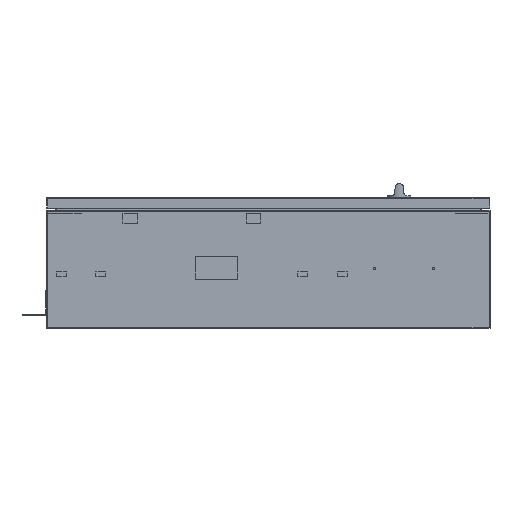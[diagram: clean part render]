
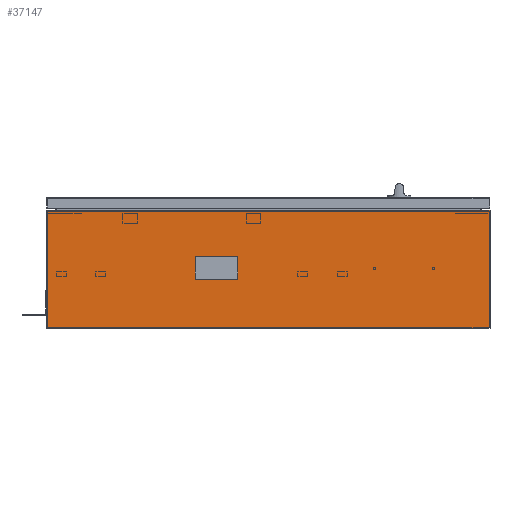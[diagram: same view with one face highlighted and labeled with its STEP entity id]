
A CAD part, left-side view. The second image highlights one B-rep face of the part: STEP entity #37147.
In plain terms, the highlighted planar face has unit normal (-1, 0, 0).
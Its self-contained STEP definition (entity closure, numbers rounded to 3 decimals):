
#369 = VECTOR ( 'NONE', #29709, 1000. ) ;
#959 = EDGE_CURVE ( 'NONE', #39704, #26745, #16337, .T. ) ;
#1307 = ORIENTED_EDGE ( 'NONE', *, *, #35424, .F. ) ;
#2246 = PLANE ( 'NONE',  #43161 ) ;
#2393 = LINE ( 'NONE', #9735, #9059 ) ;
#5358 = CARTESIAN_POINT ( 'NONE',  ( 131.605, -157.346, 915.342 ) ) ;
#6425 = VERTEX_POINT ( 'NONE', #10228 ) ;
#6486 = DIRECTION ( 'NONE',  ( 0., -1., 0. ) ) ;
#7222 = VERTEX_POINT ( 'NONE', #43261 ) ;
#7633 = LINE ( 'NONE', #9801, #35241 ) ;
#8704 = VERTEX_POINT ( 'NONE', #37754 ) ;
#8920 = DIRECTION ( 'NONE',  ( 0., 0., -1. ) ) ;
#9059 = VECTOR ( 'NONE', #30373, 1000. ) ;
#9735 = CARTESIAN_POINT ( 'NONE',  ( 131.605, 440.654, 775.342 ) ) ;
#9801 = CARTESIAN_POINT ( 'NONE',  ( 131.605, 354.654, 821.342 ) ) ;
#9818 = LINE ( 'NONE', #29415, #369 ) ;
#10228 = CARTESIAN_POINT ( 'NONE',  ( 131.605, 354.654, 775.342 ) ) ;
#10269 = ORIENTED_EDGE ( 'NONE', *, *, #43135, .F. ) ;
#10441 = VERTEX_POINT ( 'NONE', #27837 ) ;
#11067 = CARTESIAN_POINT ( 'NONE',  ( 131.605, 742.654, 915.342 ) ) ;
#12312 = DIRECTION ( 'NONE',  ( 1., 0., 0. ) ) ;
#13628 = EDGE_LOOP ( 'NONE', ( #18544, #16806, #10269, #23393 ) ) ;
#14138 = VERTEX_POINT ( 'NONE', #24584 ) ;
#14553 = ORIENTED_EDGE ( 'NONE', *, *, #24287, .F. ) ;
#14938 = VERTEX_POINT ( 'NONE', #20012 ) ;
#15964 = LINE ( 'NONE', #30256, #24234 ) ;
#16337 = LINE ( 'NONE', #37945, #40082 ) ;
#16806 = ORIENTED_EDGE ( 'NONE', *, *, #18360, .T. ) ;
#18360 = EDGE_CURVE ( 'NONE', #10441, #14138, #9818, .T. ) ;
#18544 = ORIENTED_EDGE ( 'NONE', *, *, #37785, .T. ) ;
#19216 = VECTOR ( 'NONE', #26072, 1000. ) ;
#20012 = CARTESIAN_POINT ( 'NONE',  ( 131.605, 440.654, 775.342 ) ) ;
#20037 = CARTESIAN_POINT ( 'NONE',  ( 131.605, -157.346, 915.342 ) ) ;
#20244 = DIRECTION ( 'NONE',  ( 0., 0., 1. ) ) ;
#20254 = EDGE_LOOP ( 'NONE', ( #1307, #25262, #14553, #31558 ) ) ;
#20550 = CARTESIAN_POINT ( 'NONE',  ( 131.605, 354.654, 775.342 ) ) ;
#20847 = DIRECTION ( 'NONE',  ( 0., 1., 0. ) ) ;
#23393 = ORIENTED_EDGE ( 'NONE', *, *, #959, .F. ) ;
#24197 = CARTESIAN_POINT ( 'NONE',  ( 131.605, -157.346, 915.342 ) ) ;
#24234 = VECTOR ( 'NONE', #40635, 1000. ) ;
#24287 = EDGE_CURVE ( 'NONE', #6425, #8704, #35800, .T. ) ;
#24349 = EDGE_CURVE ( 'NONE', #8704, #7222, #7633, .T. ) ;
#24584 = CARTESIAN_POINT ( 'NONE',  ( 131.605, -157.346, 675.342 ) ) ;
#25262 = ORIENTED_EDGE ( 'NONE', *, *, #24349, .F. ) ;
#26072 = DIRECTION ( 'NONE',  ( 0., -1., 0. ) ) ;
#26444 = VECTOR ( 'NONE', #20244, 1000. ) ;
#26745 = VERTEX_POINT ( 'NONE', #24197 ) ;
#27067 = FACE_OUTER_BOUND ( 'NONE', #13628, .T. ) ;
#27837 = CARTESIAN_POINT ( 'NONE',  ( 131.605, 742.654, 675.342 ) ) ;
#29415 = CARTESIAN_POINT ( 'NONE',  ( 131.605, -157.346, 675.342 ) ) ;
#29706 = LINE ( 'NONE', #44918, #19216 ) ;
#29709 = DIRECTION ( 'NONE',  ( 0., -1., 0. ) ) ;
#30256 = CARTESIAN_POINT ( 'NONE',  ( 131.605, 742.654, 915.342 ) ) ;
#30373 = DIRECTION ( 'NONE',  ( 0., 0., -1. ) ) ;
#30525 = DIRECTION ( 'NONE',  ( 0., 0., -1. ) ) ;
#31558 = ORIENTED_EDGE ( 'NONE', *, *, #38266, .F. ) ;
#35235 = LINE ( 'NONE', #20037, #43548 ) ;
#35241 = VECTOR ( 'NONE', #20847, 1000. ) ;
#35424 = EDGE_CURVE ( 'NONE', #7222, #14938, #2393, .T. ) ;
#35800 = LINE ( 'NONE', #20550, #26444 ) ;
#37147 = ADVANCED_FACE ( 'NONE', ( #44173, #27067 ), #2246, .F. ) ;
#37754 = CARTESIAN_POINT ( 'NONE',  ( 131.605, 354.654, 821.342 ) ) ;
#37785 = EDGE_CURVE ( 'NONE', #39704, #10441, #15964, .T. ) ;
#37945 = CARTESIAN_POINT ( 'NONE',  ( 131.605, -157.346, 915.342 ) ) ;
#38266 = EDGE_CURVE ( 'NONE', #14938, #6425, #29706, .T. ) ;
#39704 = VERTEX_POINT ( 'NONE', #11067 ) ;
#40082 = VECTOR ( 'NONE', #6486, 1000. ) ;
#40635 = DIRECTION ( 'NONE',  ( 0., 0., -1. ) ) ;
#43135 = EDGE_CURVE ( 'NONE', #26745, #14138, #35235, .T. ) ;
#43161 = AXIS2_PLACEMENT_3D ( 'NONE', #5358, #12312, #8920 ) ;
#43261 = CARTESIAN_POINT ( 'NONE',  ( 131.605, 440.654, 821.342 ) ) ;
#43548 = VECTOR ( 'NONE', #30525, 1000. ) ;
#44173 = FACE_BOUND ( 'NONE', #20254, .T. ) ;
#44918 = CARTESIAN_POINT ( 'NONE',  ( 131.605, 354.654, 775.342 ) ) ;
